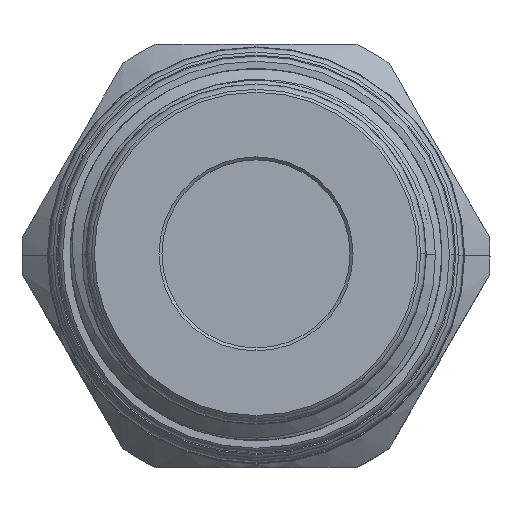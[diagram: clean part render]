
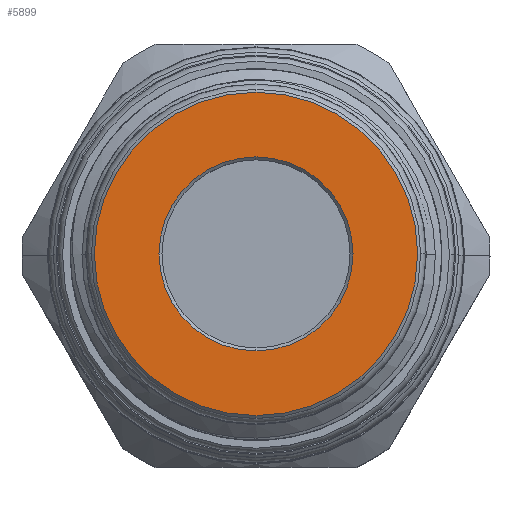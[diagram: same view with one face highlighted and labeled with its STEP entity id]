
A CAD part, top view. The second image highlights one B-rep face of the part: STEP entity #5899.
In plain terms, the highlighted planar face has unit normal (0, 0, 1).
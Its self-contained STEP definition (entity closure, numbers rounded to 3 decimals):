
#2117 = DIRECTION ( 'NONE',  ( 0., -1., 0. ) ) ;
#2190 = CIRCLE ( 'NONE', #5395, 6.55 ) ;
#2240 = CIRCLE ( 'NONE', #17940, 10.915 ) ;
#2657 = ORIENTED_EDGE ( 'NONE', *, *, #17348, .T. ) ;
#2732 = VERTEX_POINT ( 'NONE', #18506 ) ;
#4390 = VERTEX_POINT ( 'NONE', #7647 ) ;
#5143 = DIRECTION ( 'NONE',  ( 0., -1., 0. ) ) ;
#5180 = EDGE_CURVE ( 'NONE', #4390, #7600, #7253, .T. ) ;
#5395 = AXIS2_PLACEMENT_3D ( 'NONE', #17158, #15246, #5143 ) ;
#5693 = AXIS2_PLACEMENT_3D ( 'NONE', #11141, #7992, #2117 ) ;
#5867 = EDGE_LOOP ( 'NONE', ( #15160, #8285 ) ) ;
#5899 = ADVANCED_FACE ( 'NONE', ( #15918, #11955 ), #18438, .T. ) ;
#6629 = EDGE_CURVE ( 'NONE', #11116, #2732, #12863, .T. ) ;
#7012 = DIRECTION ( 'NONE',  ( 0., -1., 0. ) ) ;
#7253 = CIRCLE ( 'NONE', #5693, 6.55 ) ;
#7406 = CARTESIAN_POINT ( 'NONE',  ( 0., -6.55, 19.06 ) ) ;
#7600 = VERTEX_POINT ( 'NONE', #7406 ) ;
#7647 = CARTESIAN_POINT ( 'NONE',  ( 0., 6.55, 19.06 ) ) ;
#7992 = DIRECTION ( 'NONE',  ( 0., 0., -1. ) ) ;
#8020 = DIRECTION ( 'NONE',  ( 0., 0., -1. ) ) ;
#8285 = ORIENTED_EDGE ( 'NONE', *, *, #6629, .F. ) ;
#9841 = EDGE_CURVE ( 'NONE', #2732, #11116, #2240, .T. ) ;
#9868 = CARTESIAN_POINT ( 'NONE',  ( 0., 0., 19.06 ) ) ;
#10823 = DIRECTION ( 'NONE',  ( 0., 1., 0. ) ) ;
#10862 = DIRECTION ( 'NONE',  ( 0., -1., 0. ) ) ;
#10945 = DIRECTION ( 'NONE',  ( 0., 0., 1. ) ) ;
#11007 = CARTESIAN_POINT ( 'NONE',  ( 0., 0., 19.06 ) ) ;
#11116 = VERTEX_POINT ( 'NONE', #14512 ) ;
#11141 = CARTESIAN_POINT ( 'NONE',  ( 0., 0., 19.06 ) ) ;
#11955 = FACE_OUTER_BOUND ( 'NONE', #5867, .T. ) ;
#12863 = CIRCLE ( 'NONE', #17688, 10.915 ) ;
#12997 = DIRECTION ( 'NONE',  ( 0., 0., -1. ) ) ;
#14512 = CARTESIAN_POINT ( 'NONE',  ( 0., 10.915, 19.06 ) ) ;
#14731 = ORIENTED_EDGE ( 'NONE', *, *, #5180, .T. ) ;
#15160 = ORIENTED_EDGE ( 'NONE', *, *, #9841, .F. ) ;
#15246 = DIRECTION ( 'NONE',  ( 0., 0., -1. ) ) ;
#15918 = FACE_BOUND ( 'NONE', #16012, .T. ) ;
#16012 = EDGE_LOOP ( 'NONE', ( #14731, #2657 ) ) ;
#16880 = CARTESIAN_POINT ( 'NONE',  ( 0., 0., 19.06 ) ) ;
#17158 = CARTESIAN_POINT ( 'NONE',  ( 0., 0., 19.06 ) ) ;
#17348 = EDGE_CURVE ( 'NONE', #7600, #4390, #2190, .T. ) ;
#17688 = AXIS2_PLACEMENT_3D ( 'NONE', #16880, #8020, #10862 ) ;
#17940 = AXIS2_PLACEMENT_3D ( 'NONE', #9868, #12997, #7012 ) ;
#18438 = PLANE ( 'NONE',  #19463 ) ;
#18506 = CARTESIAN_POINT ( 'NONE',  ( 0., -10.915, 19.06 ) ) ;
#19463 = AXIS2_PLACEMENT_3D ( 'NONE', #11007, #10945, #10823 ) ;
